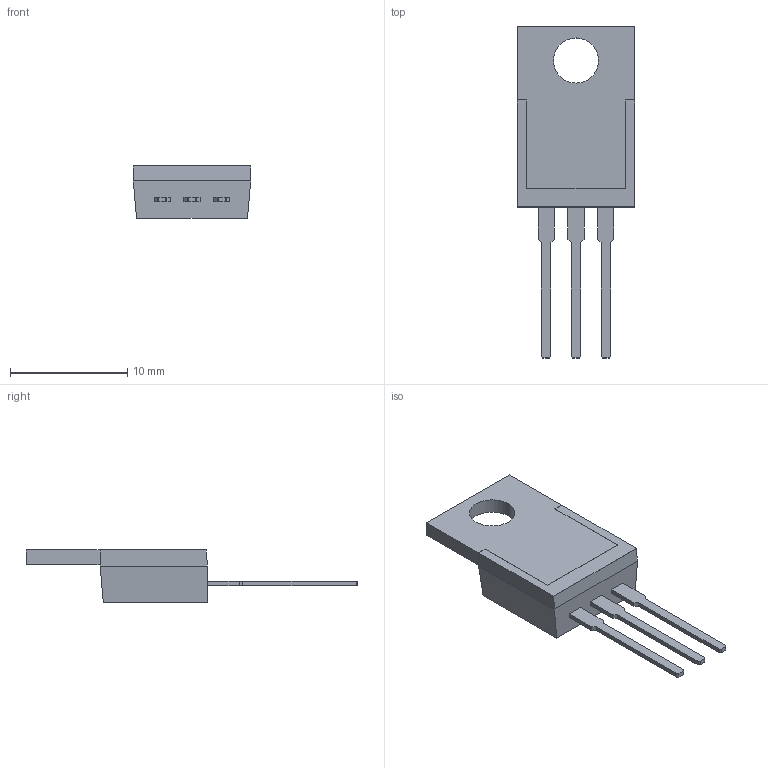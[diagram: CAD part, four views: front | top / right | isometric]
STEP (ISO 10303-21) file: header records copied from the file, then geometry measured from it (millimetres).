
FILE_DESCRIPTION((''),'2;1');
FILE_NAME('MOSFET','2015-10-05T',('Chris'),(''),'CREO PARAMETRIC BY PTC INC, 2014350','CREO PARAMETRIC BY PTC INC, 2014350','');
FILE_SCHEMA(('CONFIG_CONTROL_DESIGN'));
Length unit declared in the file: millimetre
Products named in the file (1): MOSFET
Bounding box: 10 x 28.26 x 4.46 mm (x, y, z)
Volume: 472.7 mm3; surface area: 576.9 mm2
Topology: 1 solids, 1 shells, 57 faces, 152 edges, 100 vertices
Faces by surface type: plane 55, cylinder 2
Entity records: 1780 total; most frequent: CARTESIAN_POINT 309, ORIENTED_EDGE 304, DIRECTION 270, EDGE_CURVE 152, VECTOR 148, LINE 148, VERTEX_POINT 100, EDGE_LOOP 62
